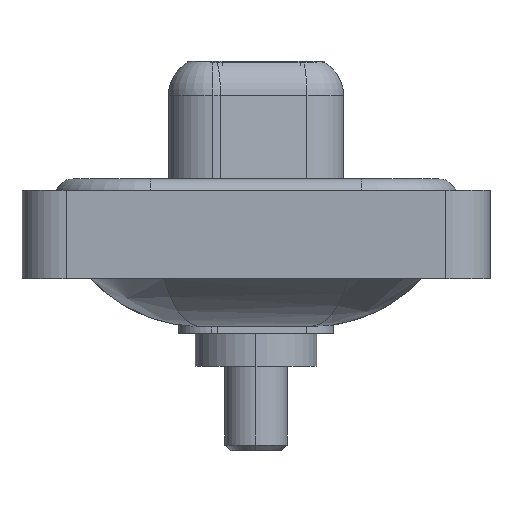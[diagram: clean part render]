
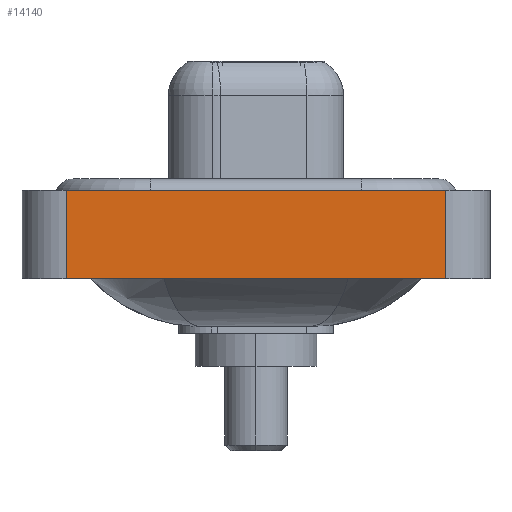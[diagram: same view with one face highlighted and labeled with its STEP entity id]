
A CAD part, left-side view. The second image highlights one B-rep face of the part: STEP entity #14140.
In plain terms, the highlighted planar face has unit normal (-1, 0, 0).
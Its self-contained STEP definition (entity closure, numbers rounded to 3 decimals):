
#349 = AXIS2_PLACEMENT_3D ( 'NONE', #14928, #3956, #13271 ) ;
#2076 = ORIENTED_EDGE ( 'NONE', *, *, #7430, .T. ) ;
#2311 = VERTEX_POINT ( 'NONE', #5156 ) ;
#2606 = CARTESIAN_POINT ( 'NONE',  ( -7.3, -8.55, 0.4 ) ) ;
#3016 = DIRECTION ( 'NONE',  ( 0., -1., 0. ) ) ;
#3342 = VECTOR ( 'NONE', #12917, 1000. ) ;
#3956 = DIRECTION ( 'NONE',  ( -1., 0., 0. ) ) ;
#4112 = PLANE ( 'NONE',  #349 ) ;
#4208 = VERTEX_POINT ( 'NONE', #8923 ) ;
#4598 = CARTESIAN_POINT ( 'NONE',  ( -7.3, -8.55, 0.4 ) ) ;
#4733 = VECTOR ( 'NONE', #5600, 1000. ) ;
#5109 = ORIENTED_EDGE ( 'NONE', *, *, #7223, .F. ) ;
#5156 = CARTESIAN_POINT ( 'NONE',  ( -7.3, -8.55, -3.6 ) ) ;
#5530 = FACE_OUTER_BOUND ( 'NONE', #11569, .T. ) ;
#5600 = DIRECTION ( 'NONE',  ( 0., 0., 1. ) ) ;
#5944 = VECTOR ( 'NONE', #3016, 1000. ) ;
#6199 = CARTESIAN_POINT ( 'NONE',  ( -7.3, -8.55, -3.6 ) ) ;
#7223 = EDGE_CURVE ( 'NONE', #16411, #4208, #10746, .T. ) ;
#7430 = EDGE_CURVE ( 'NONE', #2311, #11366, #9066, .T. ) ;
#8022 = CARTESIAN_POINT ( 'NONE',  ( -7.3, 8.55, -3.6 ) ) ;
#8634 = VECTOR ( 'NONE', #12817, 1000. ) ;
#8845 = ORIENTED_EDGE ( 'NONE', *, *, #16597, .F. ) ;
#8923 = CARTESIAN_POINT ( 'NONE',  ( -7.3, 8.55, 0.4 ) ) ;
#9066 = LINE ( 'NONE', #6199, #8634 ) ;
#10210 = LINE ( 'NONE', #12663, #3342 ) ;
#10746 = LINE ( 'NONE', #8022, #4733 ) ;
#11366 = VERTEX_POINT ( 'NONE', #2606 ) ;
#11569 = EDGE_LOOP ( 'NONE', ( #2076, #8845, #5109, #16660 ) ) ;
#12369 = LINE ( 'NONE', #4598, #5944 ) ;
#12663 = CARTESIAN_POINT ( 'NONE',  ( -7.3, -8.55, -3.6 ) ) ;
#12817 = DIRECTION ( 'NONE',  ( 0., 0., 1. ) ) ;
#12917 = DIRECTION ( 'NONE',  ( 0., -1., 0. ) ) ;
#13061 = EDGE_CURVE ( 'NONE', #16411, #2311, #10210, .T. ) ;
#13271 = DIRECTION ( 'NONE',  ( 0., 0., 1. ) ) ;
#14140 = ADVANCED_FACE ( 'NONE', ( #5530 ), #4112, .T. ) ;
#14803 = CARTESIAN_POINT ( 'NONE',  ( -7.3, 8.55, -3.6 ) ) ;
#14928 = CARTESIAN_POINT ( 'NONE',  ( -7.3, -8.55, -3.6 ) ) ;
#16411 = VERTEX_POINT ( 'NONE', #14803 ) ;
#16597 = EDGE_CURVE ( 'NONE', #4208, #11366, #12369, .T. ) ;
#16660 = ORIENTED_EDGE ( 'NONE', *, *, #13061, .T. ) ;
